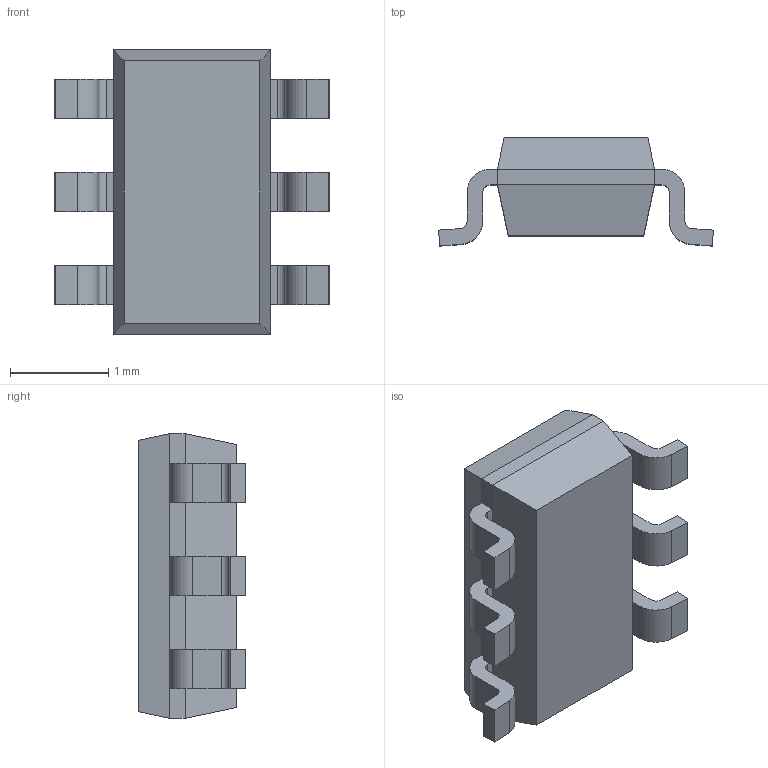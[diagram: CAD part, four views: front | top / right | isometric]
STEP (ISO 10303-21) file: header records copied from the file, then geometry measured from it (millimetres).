
FILE_DESCRIPTION (( 'STEP AP214' ), '1' );
FILE_NAME ('LMR51420XFDDCR.STEP', '2023-03-21T02:59:22', ( '' ), ( '' ), 'SwSTEP 2.0', 'SolidWorks 2017', '' );
FILE_SCHEMA (( 'AUTOMOTIVE_DESIGN' ));
Length unit declared in the file: millimetre
Products named in the file (1): LMR51420XFDDCR
Bounding box: 2.8 x 1.1 x 2.9 mm (x, y, z)
Volume: 4.7 mm3; surface area: 24.7 mm2
Topology: 8 solids, 8 shells, 117 faces, 292 edges, 192 vertices
Faces by surface type: plane 77, cylinder 40
Entity records: 3579 total; most frequent: DIRECTION 608, CARTESIAN_POINT 602, ORIENTED_EDGE 584, EDGE_CURVE 292, LINE 212, VECTOR 212, AXIS2_PLACEMENT_3D 198, VERTEX_POINT 192
